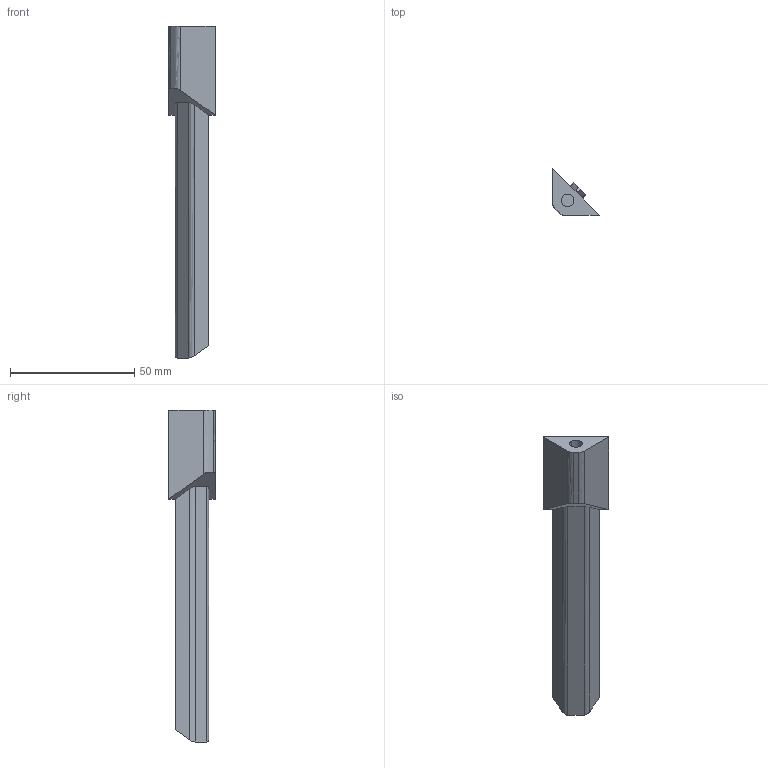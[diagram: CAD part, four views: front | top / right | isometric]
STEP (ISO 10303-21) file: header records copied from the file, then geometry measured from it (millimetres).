
FILE_DESCRIPTION(('FreeCAD Model'),'2;1');
FILE_NAME('2_orange_back_corner_side_cover.stp','2021-01-19T21:37:06', ('Author'),(''),'Open CASCADE STEP processor 7.3','FreeCAD','Unknown' );
FILE_SCHEMA(('AUTOMOTIVE_DESIGN { 1 0 10303 214 1 1 1 1 }'));
Length unit declared in the file: millimetre
Products named in the file (1): orange_RL_side_cover
Bounding box: 18.7 x 18.7 x 133.5 mm (x, y, z)
Volume: 12048.4 mm3; surface area: 6731.6 mm2
Topology: 1 solids, 1 shells, 33 faces, 76 edges, 50 vertices
Faces by surface type: bspline 21, revolution 12
Entity records: 2457 total; most frequent: CARTESIAN_POINT 1187, B_SPLINE_CURVE_WITH_KNOTS 160, ORIENTED_EDGE 152, PCURVE 152, DEFINITIONAL_REPRESENTATION 152, DIRECTION 112, EDGE_CURVE 76, SURFACE_CURVE 76
